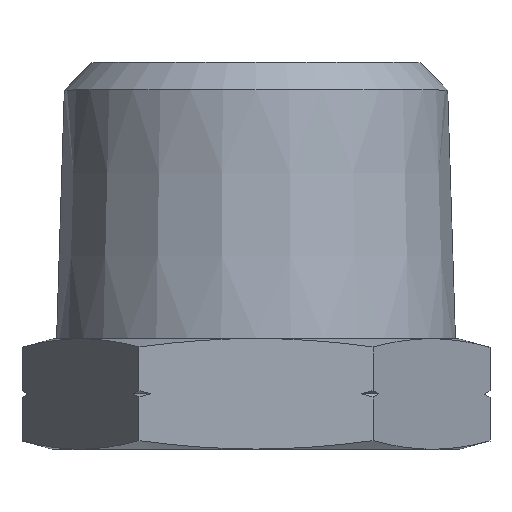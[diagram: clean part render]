
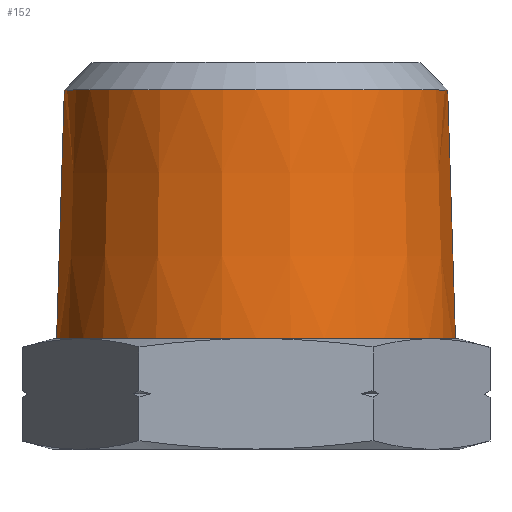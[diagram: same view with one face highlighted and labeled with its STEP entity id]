
A CAD part, top view. The second image highlights one B-rep face of the part: STEP entity #152.
In plain terms, the highlighted conical face has half-angle 1.78 degrees and reference radius 10.614 mm.
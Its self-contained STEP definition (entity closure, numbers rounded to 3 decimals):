
#152=ADVANCED_FACE('',(#312),#313,.T.);
#312=FACE_OUTER_BOUND('',#481,.T.);
#313=CONICAL_SURFACE('',#482,10.614,0.031);
#481=EDGE_LOOP('',(#827,#828,#829,#830));
#482=AXIS2_PLACEMENT_3D('',#831,#832,#833);
#827=ORIENTED_EDGE('',*,*,#1047,.T.);
#828=ORIENTED_EDGE('',*,*,#1128,.T.);
#829=ORIENTED_EDGE('',*,*,#1048,.T.);
#830=ORIENTED_EDGE('',*,*,#1099,.F.);
#831=CARTESIAN_POINT('',(0.0,12.752,0.0));
#832=DIRECTION('',(-0.0,-1.0,0.0));
#833=DIRECTION('',(-1.0,0.0,0.0));
#1047=EDGE_CURVE('',#1164,#1261,#1262,.T.);
#1048=EDGE_CURVE('',#1263,#1168,#1264,.T.);
#1099=EDGE_CURVE('',#1164,#1168,#1334,.T.);
#1128=EDGE_CURVE('',#1261,#1263,#1367,.T.);
#1164=VERTEX_POINT('',#1408);
#1168=VERTEX_POINT('',#1413);
#1261=VERTEX_POINT('',#1717);
#1262=LINE('',#1718,#1719);
#1263=VERTEX_POINT('',#1720);
#1264=LINE('',#1721,#1722);
#1334=CIRCLE('',#1918,10.405);
#1367=CIRCLE('',#2006,10.824);
#1408=CARTESIAN_POINT('',(-10.405,19.503,0.0));
#1413=CARTESIAN_POINT('',(10.405,19.503,0.));
#1717=CARTESIAN_POINT('',(-10.824,6.0,0.0));
#1718=CARTESIAN_POINT('',(-10.614,12.752,0.));
#1719=VECTOR('',#2161,1.0);
#1720=CARTESIAN_POINT('',(10.824,6.0,0.));
#1721=CARTESIAN_POINT('',(10.614,12.752,0.));
#1722=VECTOR('',#2162,1.0);
#1918=AXIS2_PLACEMENT_3D('',#2214,#2215,#2216);
#2006=AXIS2_PLACEMENT_3D('',#2245,#2246,#2247);
#2161=DIRECTION('',(-0.031,-1.,0.));
#2162=DIRECTION('',(-0.031,1.,0.));
#2214=CARTESIAN_POINT('',(0.0,19.503,0.0));
#2215=DIRECTION('',(0.0,1.0,0.0));
#2216=DIRECTION('',(-1.0,0.0,0.0));
#2245=CARTESIAN_POINT('',(0.0,6.0,0.0));
#2246=DIRECTION('',(0.0,1.0,0.0));
#2247=DIRECTION('',(-1.0,0.0,0.0));
